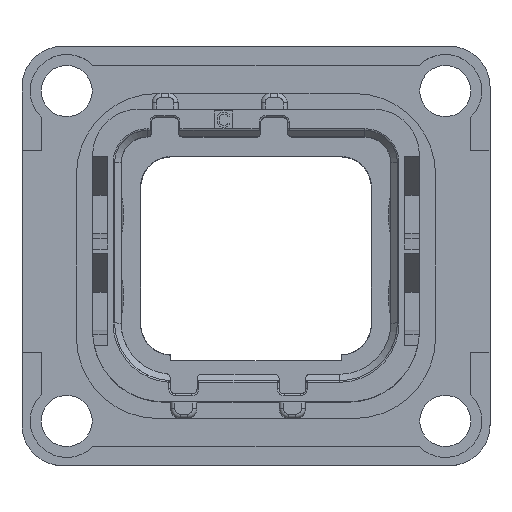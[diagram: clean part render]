
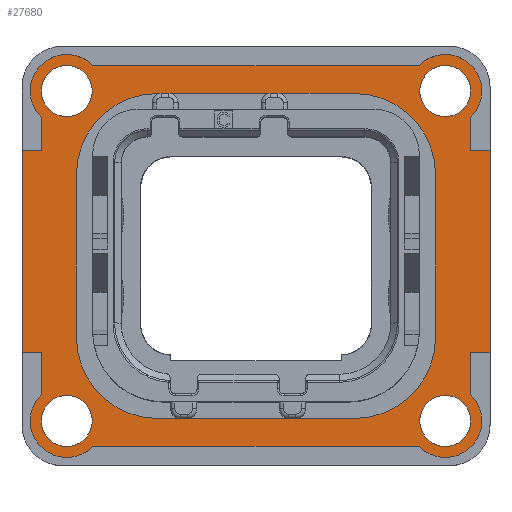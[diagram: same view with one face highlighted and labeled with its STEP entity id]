
A CAD part, top view. The second image highlights one B-rep face of the part: STEP entity #27680.
In plain terms, the highlighted planar face has unit normal (0, 0, 1).
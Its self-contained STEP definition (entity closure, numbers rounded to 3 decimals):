
#97=DIRECTION('',(0.,-1.,0.));
#98=VECTOR('',#97,12.45);
#99=CARTESIAN_POINT('',(-14.4,6.5,1.5));
#100=LINE('',#99,#98);
#160=CARTESIAN_POINT('',(-11.65,10.15,1.5));
#161=DIRECTION('',(0.,0.,1.));
#162=DIRECTION('',(0.716,0.698,0.));
#163=AXIS2_PLACEMENT_3D('',#160,#161,#162);
#173=CARTESIAN_POINT('',(11.65,10.15,1.5));
#174=DIRECTION('',(0.,0.,1.));
#175=DIRECTION('',(0.698,-0.716,0.));
#176=AXIS2_PLACEMENT_3D('',#173,#174,#175);
#183=DIRECTION('',(0.,1.,0.));
#184=VECTOR('',#183,2.588);
#185=CARTESIAN_POINT('',(13.22,-8.538,1.5));
#186=LINE('',#185,#184);
#187=DIRECTION('',(1.,0.,0.));
#188=VECTOR('',#187,20.077);
#189=CARTESIAN_POINT('',(-10.038,-11.72,1.5));
#190=LINE('',#189,#188);
#191=DIRECTION('',(0.,-1.,0.));
#192=VECTOR('',#191,2.588);
#193=CARTESIAN_POINT('',(-13.22,-5.95,1.5));
#194=LINE('',#193,#192);
#195=DIRECTION('',(1.,0.,0.));
#196=VECTOR('',#195,1.18);
#197=CARTESIAN_POINT('',(-14.4,-5.95,1.5));
#198=LINE('',#197,#196);
#199=DIRECTION('',(-1.,0.,0.));
#200=VECTOR('',#199,1.18);
#201=CARTESIAN_POINT('',(-13.22,6.5,1.5));
#202=LINE('',#201,#200);
#203=DIRECTION('',(0.,-1.,0.));
#204=VECTOR('',#203,2.038);
#205=CARTESIAN_POINT('',(-13.22,8.538,1.5));
#206=LINE('',#205,#204);
#207=DIRECTION('',(-1.,0.,0.));
#208=VECTOR('',#207,20.077);
#209=CARTESIAN_POINT('',(10.038,11.72,1.5));
#210=LINE('',#209,#208);
#211=DIRECTION('',(0.,1.,0.));
#212=VECTOR('',#211,2.038);
#213=CARTESIAN_POINT('',(13.22,6.5,1.5));
#214=LINE('',#213,#212);
#215=DIRECTION('',(-1.,0.,0.));
#216=VECTOR('',#215,1.18);
#217=CARTESIAN_POINT('',(14.4,6.5,1.5));
#218=LINE('',#217,#216);
#219=DIRECTION('',(1.,0.,0.));
#220=VECTOR('',#219,1.18);
#221=CARTESIAN_POINT('',(13.22,-5.95,1.5));
#222=LINE('',#221,#220);
#223=CARTESIAN_POINT('',(11.65,-10.15,1.5));
#224=DIRECTION('',(0.,0.,1.));
#225=DIRECTION('',(-1.,0.,0.));
#226=AXIS2_PLACEMENT_3D('',#223,#224,#225);
#228=CARTESIAN_POINT('',(-11.65,-10.15,1.5));
#229=DIRECTION('',(0.,0.,1.));
#230=DIRECTION('',(-1.,0.,0.));
#231=AXIS2_PLACEMENT_3D('',#228,#229,#230);
#233=CARTESIAN_POINT('',(-11.65,10.15,1.5));
#234=DIRECTION('',(0.,0.,1.));
#235=DIRECTION('',(1.,0.,0.));
#236=AXIS2_PLACEMENT_3D('',#233,#234,#235);
#238=CARTESIAN_POINT('',(11.65,10.15,1.5));
#239=DIRECTION('',(0.,0.,1.));
#240=DIRECTION('',(1.,0.,0.));
#241=AXIS2_PLACEMENT_3D('',#238,#239,#240);
#243=CARTESIAN_POINT('',(6.05,5.,1.5));
#244=DIRECTION('',(0.,0.,-1.));
#245=DIRECTION('',(0.,1.,0.));
#246=AXIS2_PLACEMENT_3D('',#243,#244,#245);
#248=DIRECTION('',(1.,0.,0.));
#249=VECTOR('',#248,12.1);
#250=CARTESIAN_POINT('',(-6.05,10.,1.5));
#251=LINE('',#250,#249);
#252=CARTESIAN_POINT('',(-6.05,5.,1.5));
#253=DIRECTION('',(0.,0.,-1.));
#254=DIRECTION('',(-1.,0.,0.));
#255=AXIS2_PLACEMENT_3D('',#252,#253,#254);
#257=DIRECTION('',(0.,1.,0.));
#258=VECTOR('',#257,10.);
#259=CARTESIAN_POINT('',(-11.05,-5.,1.5));
#260=LINE('',#259,#258);
#261=CARTESIAN_POINT('',(-6.05,-5.,1.5));
#262=DIRECTION('',(0.,0.,-1.));
#263=DIRECTION('',(0.,-1.,0.));
#264=AXIS2_PLACEMENT_3D('',#261,#262,#263);
#266=DIRECTION('',(-1.,0.,0.));
#267=VECTOR('',#266,12.1);
#268=CARTESIAN_POINT('',(6.05,-10.,1.5));
#269=LINE('',#268,#267);
#270=CARTESIAN_POINT('',(6.05,-5.,1.5));
#271=DIRECTION('',(0.,0.,-1.));
#272=DIRECTION('',(1.,0.,0.));
#273=AXIS2_PLACEMENT_3D('',#270,#271,#272);
#275=DIRECTION('',(0.,-1.,0.));
#276=VECTOR('',#275,10.);
#277=CARTESIAN_POINT('',(11.05,5.,1.5));
#278=LINE('',#277,#276);
#283=CARTESIAN_POINT('',(11.65,-10.15,1.5));
#284=DIRECTION('',(0.,0.,1.));
#285=DIRECTION('',(-0.716,-0.698,0.));
#286=AXIS2_PLACEMENT_3D('',#283,#284,#285);
#340=CARTESIAN_POINT('',(-11.65,-10.15,1.5));
#341=DIRECTION('',(0.,0.,1.));
#342=DIRECTION('',(-0.698,0.716,0.));
#343=AXIS2_PLACEMENT_3D('',#340,#341,#342);
#369=DIRECTION('',(0.,1.,0.));
#370=VECTOR('',#369,12.45);
#371=CARTESIAN_POINT('',(14.4,-5.95,1.5));
#372=LINE('',#371,#370);
#425=CARTESIAN_POINT('',(11.65,-10.15,1.5));
#426=DIRECTION('',(0.,0.,1.));
#427=DIRECTION('',(1.,0.,0.));
#428=AXIS2_PLACEMENT_3D('',#425,#426,#427);
#430=CARTESIAN_POINT('',(-11.65,-10.15,1.5));
#431=DIRECTION('',(0.,0.,1.));
#432=DIRECTION('',(1.,0.,0.));
#433=AXIS2_PLACEMENT_3D('',#430,#431,#432);
#451=CARTESIAN_POINT('',(-11.65,10.15,1.5));
#452=DIRECTION('',(0.,0.,1.));
#453=DIRECTION('',(-1.,0.,0.));
#454=AXIS2_PLACEMENT_3D('',#451,#452,#453);
#456=CARTESIAN_POINT('',(11.65,10.15,1.5));
#457=DIRECTION('',(0.,0.,1.));
#458=DIRECTION('',(-1.,0.,0.));
#459=AXIS2_PLACEMENT_3D('',#456,#457,#458);
#23487=CARTESIAN_POINT('',(-6.05,10.,1.5));
#23488=CARTESIAN_POINT('',(6.05,10.,1.5));
#23489=VERTEX_POINT('',#23487);
#23490=VERTEX_POINT('',#23488);
#23491=CARTESIAN_POINT('',(11.05,-5.,1.5));
#23492=CARTESIAN_POINT('',(6.05,-10.,1.5));
#23493=VERTEX_POINT('',#23491);
#23494=VERTEX_POINT('',#23492);
#23495=CARTESIAN_POINT('',(11.05,5.,1.5));
#23496=VERTEX_POINT('',#23495);
#23497=CARTESIAN_POINT('',(-11.05,5.,1.5));
#23498=VERTEX_POINT('',#23497);
#23499=CARTESIAN_POINT('',(-11.05,-5.,1.5));
#23500=VERTEX_POINT('',#23499);
#23501=CARTESIAN_POINT('',(-6.05,-10.,1.5));
#23502=VERTEX_POINT('',#23501);
#23533=CARTESIAN_POINT('',(14.4,-5.95,1.5));
#23534=CARTESIAN_POINT('',(14.4,6.5,1.5));
#23535=VERTEX_POINT('',#23533);
#23536=VERTEX_POINT('',#23534);
#23537=CARTESIAN_POINT('',(-14.4,6.5,1.5));
#23538=CARTESIAN_POINT('',(-14.4,-5.95,1.5));
#23539=VERTEX_POINT('',#23537);
#23540=VERTEX_POINT('',#23538);
#23541=CARTESIAN_POINT('',(10.08,10.15,1.5));
#23542=VERTEX_POINT('',#23541);
#23543=CARTESIAN_POINT('',(-10.08,10.15,1.5));
#23544=VERTEX_POINT('',#23543);
#23545=CARTESIAN_POINT('',(-10.08,-10.15,1.5));
#23546=VERTEX_POINT('',#23545);
#23547=CARTESIAN_POINT('',(10.08,-10.15,1.5));
#23548=VERTEX_POINT('',#23547);
#23549=CARTESIAN_POINT('',(-13.22,6.5,1.5));
#23550=VERTEX_POINT('',#23549);
#23551=CARTESIAN_POINT('',(13.22,6.5,1.5));
#23552=VERTEX_POINT('',#23551);
#23553=CARTESIAN_POINT('',(-13.22,-5.95,1.5));
#23554=VERTEX_POINT('',#23553);
#23869=CARTESIAN_POINT('',(13.22,-5.95,1.5));
#23870=VERTEX_POINT('',#23869);
#24196=CARTESIAN_POINT('',(13.22,8.538,1.5));
#24198=VERTEX_POINT('',#24196);
#24200=CARTESIAN_POINT('',(-10.038,-11.72,1.5));
#24202=VERTEX_POINT('',#24200);
#24204=CARTESIAN_POINT('',(10.038,-11.72,1.5));
#24206=VERTEX_POINT('',#24204);
#24208=CARTESIAN_POINT('',(-13.22,-8.538,1.5));
#24210=VERTEX_POINT('',#24208);
#24212=CARTESIAN_POINT('',(-10.038,11.72,1.5));
#24214=VERTEX_POINT('',#24212);
#24216=CARTESIAN_POINT('',(10.038,11.72,1.5));
#24218=VERTEX_POINT('',#24216);
#24220=CARTESIAN_POINT('',(-13.22,8.538,1.5));
#24222=VERTEX_POINT('',#24220);
#24224=CARTESIAN_POINT('',(13.22,-8.538,1.5));
#24226=VERTEX_POINT('',#24224);
#24228=CARTESIAN_POINT('',(13.22,10.15,1.5));
#24229=VERTEX_POINT('',#24228);
#24230=CARTESIAN_POINT('',(-13.22,10.15,1.5));
#24231=VERTEX_POINT('',#24230);
#24232=CARTESIAN_POINT('',(-13.22,-10.15,1.5));
#24233=VERTEX_POINT('',#24232);
#24234=CARTESIAN_POINT('',(13.22,-10.15,1.5));
#24235=VERTEX_POINT('',#24234);
#27603=CARTESIAN_POINT('',(0.,0.,1.5));
#27604=DIRECTION('',(0.,0.,1.));
#27605=DIRECTION('',(1.,0.,0.));
#27606=AXIS2_PLACEMENT_3D('',#27603,#27604,#27605);
#27607=PLANE('',#27606);
#27609=ORIENTED_EDGE('',*,*,#27608,.F.);
#27611=ORIENTED_EDGE('',*,*,#27610,.F.);
#27613=ORIENTED_EDGE('',*,*,#27612,.F.);
#27615=ORIENTED_EDGE('',*,*,#27614,.F.);
#27617=ORIENTED_EDGE('',*,*,#27616,.F.);
#27619=ORIENTED_EDGE('',*,*,#27618,.F.);
#27620=ORIENTED_EDGE('',*,*,#27516,.F.);
#27622=ORIENTED_EDGE('',*,*,#27621,.F.);
#27624=ORIENTED_EDGE('',*,*,#27623,.F.);
#27625=ORIENTED_EDGE('',*,*,#27568,.F.);
#27626=ORIENTED_EDGE('',*,*,#27584,.F.);
#27627=ORIENTED_EDGE('',*,*,#27594,.F.);
#27629=ORIENTED_EDGE('',*,*,#27628,.F.);
#27631=ORIENTED_EDGE('',*,*,#27630,.F.);
#27633=ORIENTED_EDGE('',*,*,#27632,.F.);
#27635=ORIENTED_EDGE('',*,*,#27634,.F.);
#27636=EDGE_LOOP('',(#27609,#27611,#27613,#27615,#27617,#27619,#27620,#27622,
#27624,#27625,#27626,#27627,#27629,#27631,#27633,#27635));
#27637=FACE_OUTER_BOUND('',#27636,.F.);
#27639=ORIENTED_EDGE('',*,*,#27638,.T.);
#27641=ORIENTED_EDGE('',*,*,#27640,.T.);
#27642=EDGE_LOOP('',(#27639,#27641));
#27643=FACE_BOUND('',#27642,.F.);
#27645=ORIENTED_EDGE('',*,*,#27644,.T.);
#27647=ORIENTED_EDGE('',*,*,#27646,.T.);
#27648=EDGE_LOOP('',(#27645,#27647));
#27649=FACE_BOUND('',#27648,.F.);
#27651=ORIENTED_EDGE('',*,*,#27650,.T.);
#27653=ORIENTED_EDGE('',*,*,#27652,.T.);
#27654=EDGE_LOOP('',(#27651,#27653));
#27655=FACE_BOUND('',#27654,.F.);
#27657=ORIENTED_EDGE('',*,*,#27656,.T.);
#27659=ORIENTED_EDGE('',*,*,#27658,.T.);
#27660=EDGE_LOOP('',(#27657,#27659));
#27661=FACE_BOUND('',#27660,.F.);
#27663=ORIENTED_EDGE('',*,*,#27662,.F.);
#27665=ORIENTED_EDGE('',*,*,#27664,.F.);
#27667=ORIENTED_EDGE('',*,*,#27666,.F.);
#27669=ORIENTED_EDGE('',*,*,#27668,.F.);
#27671=ORIENTED_EDGE('',*,*,#27670,.F.);
#27673=ORIENTED_EDGE('',*,*,#27672,.F.);
#27675=ORIENTED_EDGE('',*,*,#27674,.F.);
#27677=ORIENTED_EDGE('',*,*,#27676,.F.);
#27678=EDGE_LOOP('',(#27663,#27665,#27667,#27669,#27671,#27673,#27675,#27677));
#27679=FACE_BOUND('',#27678,.F.);
#27680=ADVANCED_FACE('',(#27637,#27643,#27649,#27655,#27661,#27679),#27607,.T.);
#164=CIRCLE('',#163,2.25);
#177=CIRCLE('',#176,2.25);
#227=CIRCLE('',#226,1.57);
#232=CIRCLE('',#231,1.57);
#237=CIRCLE('',#236,1.57);
#242=CIRCLE('',#241,1.57);
#247=CIRCLE('',#246,5.);
#256=CIRCLE('',#255,5.);
#265=CIRCLE('',#264,5.);
#274=CIRCLE('',#273,5.);
#287=CIRCLE('',#286,2.25);
#344=CIRCLE('',#343,2.25);
#429=CIRCLE('',#428,1.57);
#434=CIRCLE('',#433,1.57);
#455=CIRCLE('',#454,1.57);
#460=CIRCLE('',#459,1.57);
#27516=EDGE_CURVE('',#23539,#23540,#100,.T.);
#27568=EDGE_CURVE('',#24214,#24222,#164,.T.);
#27584=EDGE_CURVE('',#24218,#24214,#210,.T.);
#27594=EDGE_CURVE('',#24198,#24218,#177,.T.);
#27608=EDGE_CURVE('',#24226,#23870,#186,.T.);
#27610=EDGE_CURVE('',#24206,#24226,#287,.T.);
#27612=EDGE_CURVE('',#24202,#24206,#190,.T.);
#27614=EDGE_CURVE('',#24210,#24202,#344,.T.);
#27616=EDGE_CURVE('',#23554,#24210,#194,.T.);
#27618=EDGE_CURVE('',#23540,#23554,#198,.T.);
#27621=EDGE_CURVE('',#23550,#23539,#202,.T.);
#27623=EDGE_CURVE('',#24222,#23550,#206,.T.);
#27628=EDGE_CURVE('',#23552,#24198,#214,.T.);
#27630=EDGE_CURVE('',#23536,#23552,#218,.T.);
#27632=EDGE_CURVE('',#23535,#23536,#372,.T.);
#27634=EDGE_CURVE('',#23870,#23535,#222,.T.);
#27638=EDGE_CURVE('',#23548,#24235,#227,.T.);
#27640=EDGE_CURVE('',#24235,#23548,#429,.T.);
#27644=EDGE_CURVE('',#23546,#24233,#434,.T.);
#27646=EDGE_CURVE('',#24233,#23546,#232,.T.);
#27650=EDGE_CURVE('',#23544,#24231,#237,.T.);
#27652=EDGE_CURVE('',#24231,#23544,#455,.T.);
#27656=EDGE_CURVE('',#23542,#24229,#460,.T.);
#27658=EDGE_CURVE('',#24229,#23542,#242,.T.);
#27662=EDGE_CURVE('',#23490,#23496,#247,.T.);
#27664=EDGE_CURVE('',#23489,#23490,#251,.T.);
#27666=EDGE_CURVE('',#23498,#23489,#256,.T.);
#27668=EDGE_CURVE('',#23500,#23498,#260,.T.);
#27670=EDGE_CURVE('',#23502,#23500,#265,.T.);
#27672=EDGE_CURVE('',#23494,#23502,#269,.T.);
#27674=EDGE_CURVE('',#23493,#23494,#274,.T.);
#27676=EDGE_CURVE('',#23496,#23493,#278,.T.);
